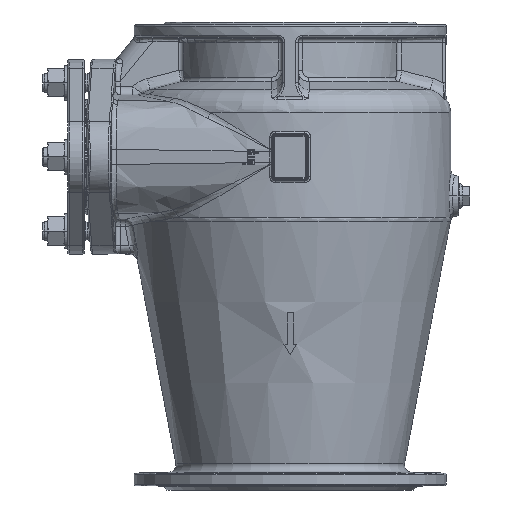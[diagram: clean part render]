
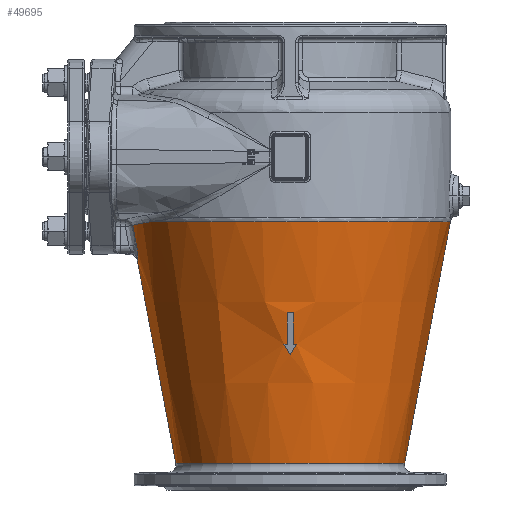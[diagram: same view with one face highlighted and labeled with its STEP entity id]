
A CAD part, front view. The second image highlights one B-rep face of the part: STEP entity #49695.
In plain terms, the highlighted conical face has half-angle 10.748 degrees and reference radius 176.061 mm.
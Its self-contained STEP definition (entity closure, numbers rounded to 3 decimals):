
#16791=DIRECTION('',(0.186,0.,0.982));
#16792=VECTOR('',#16791,315.444);
#16793=CARTESIAN_POINT('',(146.648,0.,
-392.683));
#16794=LINE('',#16793,#16792);
#16826=CARTESIAN_POINT('',(-195.914,0.,
-133.135));
#16832=DIRECTION('',(-0.186,0.,0.982));
#16833=VECTOR('',#16832,264.182);
#16834=CARTESIAN_POINT('',(-146.648,0.,
-392.683));
#16835=LINE('',#16834,#16833);
#17271=CARTESIAN_POINT('',(0.,0.,-392.683));
#17272=DIRECTION('',(0.,0.,1.));
#17273=DIRECTION('',(-1.,0.,0.));
#17274=AXIS2_PLACEMENT_3D('',#17271,#17272,#17273);
#17276=CARTESIAN_POINT('',(-195.415,-16.769,
-131.982));
#17277=CARTESIAN_POINT('',(-195.581,-13.978,
-132.367));
#17278=CARTESIAN_POINT('',(-195.831,-8.392,
-132.943));
#17279=CARTESIAN_POINT('',(-195.914,-2.798,
-133.135));
#17280=CARTESIAN_POINT('',(-195.914,0.,
-133.135));
#17282=CARTESIAN_POINT('',(-197.094,-33.36,
-112.153));
#17283=CARTESIAN_POINT('',(-196.768,-33.358,
-113.845));
#17284=CARTESIAN_POINT('',(-196.21,-32.958,
-117.099));
#17285=CARTESIAN_POINT('',(-195.605,-31.236,
-121.729));
#17286=CARTESIAN_POINT('',(-195.259,-28.569,
-125.673));
#17287=CARTESIAN_POINT('',(-195.133,-25.148,
-128.813));
#17288=CARTESIAN_POINT('',(-195.192,-21.115,
-131.017));
#17289=CARTESIAN_POINT('',(-195.326,-18.26,
-131.776));
#17290=CARTESIAN_POINT('',(-195.415,-16.769,
-131.982));
#17292=CARTESIAN_POINT('',(-201.819,-33.396,
-87.568));
#17293=CARTESIAN_POINT('',(-201.297,-33.392,
-90.286));
#17294=CARTESIAN_POINT('',(-200.25,-33.384,
-95.731));
#17295=CARTESIAN_POINT('',(-198.675,-33.373,
-103.925));
#17296=CARTESIAN_POINT('',(-197.622,-33.364,
-109.407));
#17297=CARTESIAN_POINT('',(-197.094,-33.36,
-112.153));
#17299=CARTESIAN_POINT('',(-178.032,-102.587,
-82.773));
#17300=CARTESIAN_POINT('',(-180.543,-98.049,
-83.248));
#17301=CARTESIAN_POINT('',(-185.148,-88.93,
-84.139));
#17302=CARTESIAN_POINT('',(-190.858,-75.286,
-85.281));
#17303=CARTESIAN_POINT('',(-195.491,-61.654,
-86.233));
#17304=CARTESIAN_POINT('',(-199.182,-47.813,
-87.006));
#17305=CARTESIAN_POINT('',(-201.049,-38.24,
-87.403));
#17306=CARTESIAN_POINT('',(-201.819,-33.396,
-87.568));
#17308=CARTESIAN_POINT('',(0.,0.,-82.773));
#17309=DIRECTION('',(0.,0.,1.));
#17310=DIRECTION('',(-0.866,-0.499,0.));
#17311=AXIS2_PLACEMENT_3D('',#17308,#17309,#17310);
#17313=CARTESIAN_POINT('',(0.,0.,-200.));
#17314=DIRECTION('',(0.,0.,1.));
#17315=DIRECTION('',(-0.022,-1.,0.));
#17316=AXIS2_PLACEMENT_3D('',#17313,#17314,#17315);
#17318=CARTESIAN_POINT('',(-4.,-175.584,-240.));
#17319=CARTESIAN_POINT('',(-4.,-176.846,-233.356));
#17320=CARTESIAN_POINT('',(-4.,-179.373,-220.045));
#17321=CARTESIAN_POINT('',(-4.,-181.909,-206.689));
#17322=CARTESIAN_POINT('',(-4.,-183.179,-200.));
#17324=CARTESIAN_POINT('',(0.,0.,-240.));
#17325=DIRECTION('',(0.,0.,1.));
#17326=DIRECTION('',(-0.046,-0.999,0.));
#17327=AXIS2_PLACEMENT_3D('',#17324,#17325,#17326);
#17329=CARTESIAN_POINT('',(-8.,-175.447,-240.));
#17330=CARTESIAN_POINT('',(-5.329,-174.69,
-244.627));
#17331=CARTESIAN_POINT('',(-2.662,-173.875,
-249.245));
#17332=CARTESIAN_POINT('',(0.,-172.999,
-253.856));
#17334=CARTESIAN_POINT('',(0.,-172.999,
-253.856));
#17335=CARTESIAN_POINT('',(2.662,-173.875,
-249.245));
#17336=CARTESIAN_POINT('',(5.329,-174.69,
-244.627));
#17337=CARTESIAN_POINT('',(8.,-175.447,-240.));
#17339=CARTESIAN_POINT('',(0.,0.,-240.));
#17340=DIRECTION('',(0.,0.,1.));
#17341=DIRECTION('',(0.023,-1.,0.));
#17342=AXIS2_PLACEMENT_3D('',#17339,#17340,#17341);
#17344=CARTESIAN_POINT('',(4.,-183.179,-200.));
#17345=CARTESIAN_POINT('',(4.,-181.909,-206.689));
#17346=CARTESIAN_POINT('',(4.,-179.373,-220.045));
#17347=CARTESIAN_POINT('',(4.,-176.846,-233.356));
#17348=CARTESIAN_POINT('',(4.,-175.584,-240.));
#23283=CARTESIAN_POINT('',(-4.,-183.179,-200.));
#23284=CARTESIAN_POINT('',(4.,-183.179,-200.));
#23285=VERTEX_POINT('',#23283);
#23286=VERTEX_POINT('',#23284);
#23287=VERTEX_POINT('',#17348);
#23288=CARTESIAN_POINT('',(8.,-175.447,-240.));
#23289=VERTEX_POINT('',#23288);
#23290=VERTEX_POINT('',#17334);
#23291=VERTEX_POINT('',#17329);
#23292=CARTESIAN_POINT('',(-4.,-175.584,-240.));
#23293=VERTEX_POINT('',#23292);
#25948=VERTEX_POINT('',#16826);
#25950=VERTEX_POINT('',#17276);
#25952=VERTEX_POINT('',#17282);
#25954=VERTEX_POINT('',#17292);
#25958=VERTEX_POINT('',#17299);
#25963=CARTESIAN_POINT('',(205.474,0.,
-82.773));
#25964=VERTEX_POINT('',#25963);
#26152=CARTESIAN_POINT('',(-146.648,0.,-392.683));
#26153=CARTESIAN_POINT('',(146.648,0.,
-392.683));
#26154=VERTEX_POINT('',#26152);
#26155=VERTEX_POINT('',#26153);
#49661=CARTESIAN_POINT('',(0.,0.,-237.728));
#49662=DIRECTION('',(0.,0.,1.));
#49663=DIRECTION('',(-1.,0.,0.));
#49664=AXIS2_PLACEMENT_3D('',#49661,#49662,#49663);
#49665=CONICAL_SURFACE('',#49664,176.061,10.748);
#49666=ORIENTED_EDGE('',*,*,#49655,.F.);
#49667=ORIENTED_EDGE('',*,*,#49493,.T.);
#49668=ORIENTED_EDGE('',*,*,#48194,.F.);
#49669=ORIENTED_EDGE('',*,*,#48245,.F.);
#49671=ORIENTED_EDGE('',*,*,#49670,.F.);
#49673=ORIENTED_EDGE('',*,*,#49672,.F.);
#49675=ORIENTED_EDGE('',*,*,#49674,.T.);
#49676=ORIENTED_EDGE('',*,*,#49485,.F.);
#49677=EDGE_LOOP('',(#49666,#49667,#49668,#49669,#49671,#49673,#49675,#49676));
#49678=FACE_OUTER_BOUND('',#49677,.F.);
#49680=ORIENTED_EDGE('',*,*,#49679,.F.);
#49682=ORIENTED_EDGE('',*,*,#49681,.F.);
#49684=ORIENTED_EDGE('',*,*,#49683,.F.);
#49686=ORIENTED_EDGE('',*,*,#49685,.T.);
#49688=ORIENTED_EDGE('',*,*,#49687,.T.);
#49690=ORIENTED_EDGE('',*,*,#49689,.F.);
#49692=ORIENTED_EDGE('',*,*,#49691,.F.);
#49693=EDGE_LOOP('',(#49680,#49682,#49684,#49686,#49688,#49690,#49692));
#49694=FACE_BOUND('',#49693,.F.);
#17275=CIRCLE('',#17274,146.648);
#17281=B_SPLINE_CURVE_WITH_KNOTS('',3,(#17276,#17277,#17278,#17279,#17280),
.UNSPECIFIED.,.F.,.F.,(4,1,4),(0.,0.5,1.),.UNSPECIFIED.);
#17291=B_SPLINE_CURVE_WITH_KNOTS('',3,(#17282,#17283,#17284,#17285,#17286,
#17287,#17288,#17289,#17290),.UNSPECIFIED.,.F.,.F.,(4,1,1,1,1,1,4),(0.,
0.167,0.333,0.5,0.667,0.833,
1.),.UNSPECIFIED.);
#17298=B_SPLINE_CURVE_WITH_KNOTS('',3,(#17292,#17293,#17294,#17295,#17296,
#17297),.UNSPECIFIED.,.F.,.F.,(4,1,1,4),(0.,0.333,
0.667,1.),.UNSPECIFIED.);
#17307=B_SPLINE_CURVE_WITH_KNOTS('',3,(#17299,#17300,#17301,#17302,#17303,
#17304,#17305,#17306),.UNSPECIFIED.,.F.,.F.,(4,1,1,1,1,4),(0.,0.2,0.4,
0.6,0.8,1.),.UNSPECIFIED.);
#17312=CIRCLE('',#17311,205.474);
#17317=CIRCLE('',#17316,183.222);
#17323=B_SPLINE_CURVE_WITH_KNOTS('',3,(#17318,#17319,#17320,#17321,#17322),
.UNSPECIFIED.,.F.,.F.,(4,1,4),(0.,0.5,1.),.UNSPECIFIED.);
#17328=CIRCLE('',#17327,175.63);
#17333=B_SPLINE_CURVE_WITH_KNOTS('',3,(#17329,#17330,#17331,#17332),
.UNSPECIFIED.,.F.,.F.,(4,4),(0.,1.),.UNSPECIFIED.);
#17338=B_SPLINE_CURVE_WITH_KNOTS('',3,(#17334,#17335,#17336,#17337),
.UNSPECIFIED.,.F.,.F.,(4,4),(0.,1.),.UNSPECIFIED.);
#17343=CIRCLE('',#17342,175.63);
#17349=B_SPLINE_CURVE_WITH_KNOTS('',3,(#17344,#17345,#17346,#17347,#17348),
.UNSPECIFIED.,.F.,.F.,(4,1,4),(0.,0.5,1.),.UNSPECIFIED.);
#48194=EDGE_CURVE('',#25950,#25948,#17281,.T.);
#48245=EDGE_CURVE('',#25952,#25950,#17291,.T.);
#49485=EDGE_CURVE('',#26155,#25964,#16794,.T.);
#49493=EDGE_CURVE('',#26154,#25948,#16835,.T.);
#49655=EDGE_CURVE('',#26154,#26155,#17275,.T.);
#49670=EDGE_CURVE('',#25954,#25952,#17298,.T.);
#49672=EDGE_CURVE('',#25958,#25954,#17307,.T.);
#49674=EDGE_CURVE('',#25958,#25964,#17312,.T.);
#49679=EDGE_CURVE('',#23285,#23286,#17317,.T.);
#49681=EDGE_CURVE('',#23293,#23285,#17323,.T.);
#49683=EDGE_CURVE('',#23291,#23293,#17328,.T.);
#49685=EDGE_CURVE('',#23291,#23290,#17333,.T.);
#49687=EDGE_CURVE('',#23290,#23289,#17338,.T.);
#49689=EDGE_CURVE('',#23287,#23289,#17343,.T.);
#49691=EDGE_CURVE('',#23286,#23287,#17349,.T.);
#49695=ADVANCED_FACE('',(#49678,#49694),#49665,.T.);
